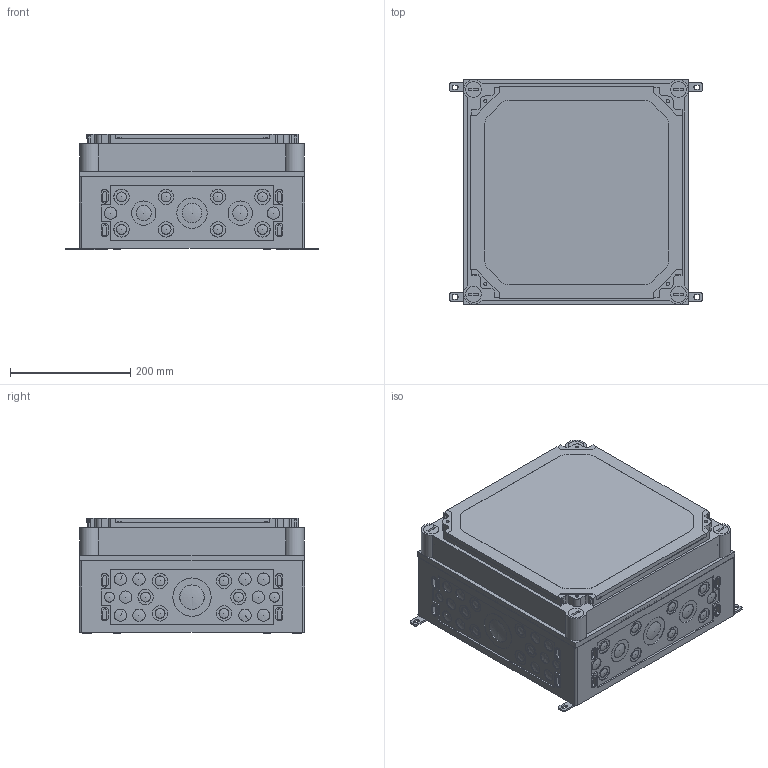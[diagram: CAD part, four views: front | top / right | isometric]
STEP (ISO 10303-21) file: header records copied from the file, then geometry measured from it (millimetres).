
FILE_DESCRIPTION( ( 'STEP AP214' ), '1' );
FILE_NAME( 'ae_i44e_t.stp', '2021-07-13T09:19:19', ( 'License CC BY-ND 4.0' ), ( 'CADENAS' ), ' ', 'PARTsolutions', ' ' );
FILE_SCHEMA( ( 'AUTOMOTIVE_DESIGN { 1 0 10303 214 1 1 1 1 }' ) );
Length unit declared in the file: millimetre
Products named in the file (6): 061937; _069642_P; _098579_P1; _036168_P1; _004985_P1; _004985_P1_2
Assembly tree (8 placements, depth 2):
  061937
    _069642_P
    _098579_P1
    _036168_P1  x4
    _004985_P1
    _004985_P1_2
Bounding box: 419.49 x 375 x 192.1 mm (x, y, z)
Volume: 3073589.7 mm3; surface area: 1674811.9 mm2
Topology: 8 solids, 8 shells, 3119 faces, 8252 edges, 5465 vertices
Faces by surface type: plane 2223, cylinder 716, cone 112, bspline 64, sphere 4
Full cylindrical faces by diameter (mm): 3 x4, 4 x2, 4.1 x52, 4.8 x4, 5.2 x4, 6 x12, 6.8 x4, 6.89 x9, 8.094 x6, 9.5 x12, 10.12 x4, 11.2 x4, 12 x8, 14.5 x4, 26 x4, 32.3 x2
Entity records: 116384 total; most frequent: CARTESIAN_POINT 17592, ORIENTED_EDGE 15170, DIRECTION 15136, EDGE_CURVE 7585, LINE 5938, VECTOR 5938, VERTEX_POINT 5247, AXIS2_PLACEMENT_3D 4599
